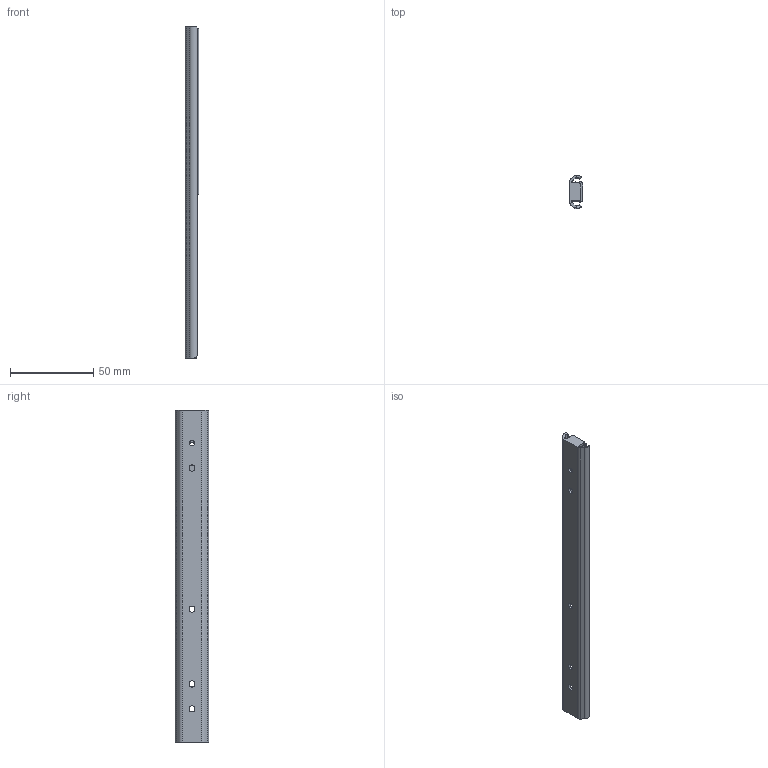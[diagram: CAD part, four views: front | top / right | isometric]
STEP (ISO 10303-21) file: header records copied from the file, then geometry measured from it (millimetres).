
FILE_DESCRIPTION (( 'STEP AP203' ), '1' );
FILE_NAME ('2011-200 AS.STEP', '2020-04-23T04:51:12', ( '' ), ( '' ), 'SwSTEP 2.0', 'SolidWorks 2019', '' );
FILE_SCHEMA (( 'CONFIG_CONTROL_DESIGN' ));
Length unit declared in the file: millimetre
Products named in the file (5): M3-1 ; IM-2011-200; OM-2011-200; IM-100ナット AS ; 2011-200 AS
Assembly tree (5 placements, depth 3):
  2011-200 AS
    OM-2011-200
    IM-100ナット AS 
      IM-2011-200
      M3-1   x2
Bounding box: 8 x 20 x 200 mm (x, y, z)
Volume: 10271.6 mm3; surface area: 16383 mm2
Topology: 4 solids, 4 shells, 116 faces, 314 edges, 206 vertices
Faces by surface type: cylinder 62, plane 44, bspline 6, cone 4
Entity records: 5495 total; most frequent: CARTESIAN_POINT 2459, ORIENTED_EDGE 542, DIRECTION 509, EDGE_CURVE 271, AXIS2_PLACEMENT_3D 181, VERTEX_POINT 179, VECTOR 147, LINE 147
